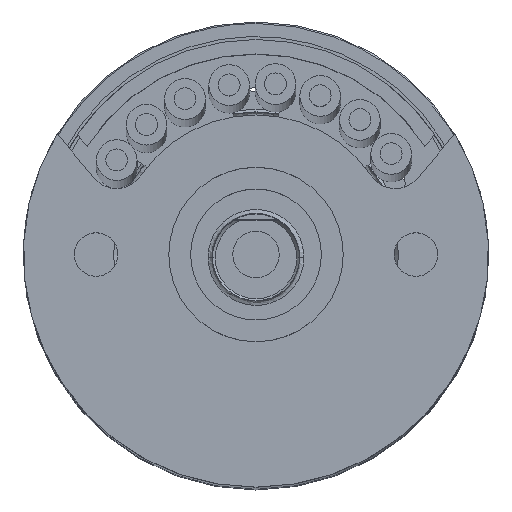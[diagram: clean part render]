
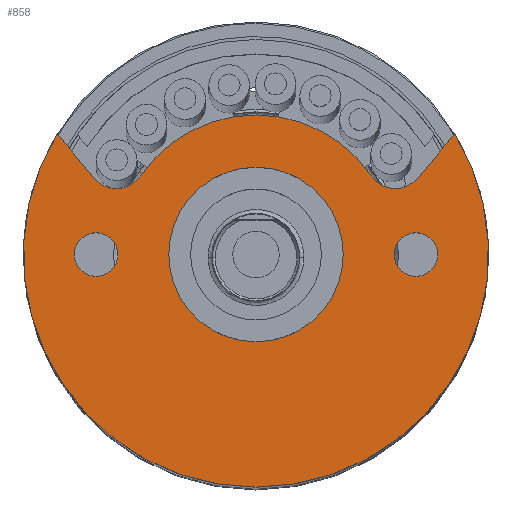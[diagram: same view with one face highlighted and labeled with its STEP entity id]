
A CAD part, top view. The second image highlights one B-rep face of the part: STEP entity #858.
In plain terms, the highlighted planar face has unit normal (0, 0, -1).
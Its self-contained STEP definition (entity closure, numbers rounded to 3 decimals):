
#45 = EDGE_CURVE ( 'NONE', #1475, #3157, #1211, .T. ) ;
#48 = CIRCLE ( 'NONE', #3737, 1. ) ;
#81 = CIRCLE ( 'NONE', #2342, 1. ) ;
#95 = LINE ( 'NONE', #655, #484 ) ;
#105 = EDGE_CURVE ( 'NONE', #2233, #4235, #243, .T. ) ;
#198 = VERTEX_POINT ( 'NONE', #2934 ) ;
#201 = EDGE_CURVE ( 'NONE', #3126, #2245, #1338, .T. ) ;
#243 = CIRCLE ( 'NONE', #2392, 3. ) ;
#287 = DIRECTION ( 'NONE',  ( 0., 0., 1. ) ) ;
#293 = DIRECTION ( 'NONE',  ( 0.643, 0.766, 0. ) ) ;
#342 = ORIENTED_EDGE ( 'NONE', *, *, #2196, .T. ) ;
#484 = VECTOR ( 'NONE', #670, 1000. ) ;
#515 = CARTESIAN_POINT ( 'NONE',  ( 23.853, 5.283, -54.199 ) ) ;
#537 = DIRECTION ( 'NONE',  ( 0., -1., 0. ) ) ;
#540 = DIRECTION ( 'NONE',  ( 0., -1., 0. ) ) ;
#550 = DIRECTION ( 'NONE',  ( 0., 0., -1. ) ) ;
#566 = ORIENTED_EDGE ( 'NONE', *, *, #201, .T. ) ;
#578 = ORIENTED_EDGE ( 'NONE', *, *, #4307, .T. ) ;
#646 = CARTESIAN_POINT ( 'NONE',  ( 19.061, -0.984, -54.199 ) ) ;
#655 = CARTESIAN_POINT ( 'NONE',  ( 12.222, 6.167, -54.199 ) ) ;
#670 = DIRECTION ( 'NONE',  ( 0.643, -0.766, 0. ) ) ;
#687 = DIRECTION ( 'NONE',  ( 0., -1., 0. ) ) ;
#739 = CARTESIAN_POINT ( 'NONE',  ( 13.561, 2.766, -54.199 ) ) ;
#858 = ADVANCED_FACE ( 'NONE', ( #1578, #2277, #4455, #2535 ), #2009, .T. ) ;
#958 = VECTOR ( 'NONE', #293, 1000. ) ;
#1048 = CIRCLE ( 'NONE', #4579, 0.75 ) ;
#1189 = CARTESIAN_POINT ( 'NONE',  ( 19.061, 2.016, -54.199 ) ) ;
#1211 = CIRCLE ( 'NONE', #2587, 0.75 ) ;
#1299 = ORIENTED_EDGE ( 'NONE', *, *, #2499, .T. ) ;
#1306 = CARTESIAN_POINT ( 'NONE',  ( 19.061, -5.984, -54.199 ) ) ;
#1321 = AXIS2_PLACEMENT_3D ( 'NONE', #3004, #550, #3416 ) ;
#1338 = CIRCLE ( 'NONE', #2124, 0.75 ) ;
#1405 = EDGE_CURVE ( 'NONE', #5219, #1716, #48, .T. ) ;
#1420 = ORIENTED_EDGE ( 'NONE', *, *, #3872, .T. ) ;
#1475 = VERTEX_POINT ( 'NONE', #739 ) ;
#1482 = CARTESIAN_POINT ( 'NONE',  ( 25.9, 6.167, -54.199 ) ) ;
#1549 = ORIENTED_EDGE ( 'NONE', *, *, #3885, .T. ) ;
#1578 = FACE_BOUND ( 'NONE', #2882, .T. ) ;
#1622 = VERTEX_POINT ( 'NONE', #1306 ) ;
#1641 = CARTESIAN_POINT ( 'NONE',  ( 19.061, 2.016, -54.199 ) ) ;
#1654 = DIRECTION ( 'NONE',  ( 0., 0., 1. ) ) ;
#1669 = ORIENTED_EDGE ( 'NONE', *, *, #3079, .T. ) ;
#1677 = VERTEX_POINT ( 'NONE', #1482 ) ;
#1679 = DIRECTION ( 'NONE',  ( 0., 1., 0. ) ) ;
#1716 = VERTEX_POINT ( 'NONE', #4473 ) ;
#1757 = DIRECTION ( 'NONE',  ( 0., 0., 1. ) ) ;
#1764 = DIRECTION ( 'NONE',  ( 0., 0., 1. ) ) ;
#1780 = ORIENTED_EDGE ( 'NONE', *, *, #1405, .T. ) ;
#1845 = VERTEX_POINT ( 'NONE', #4662 ) ;
#1848 = CIRCLE ( 'NONE', #1321, 8. ) ;
#1850 = CARTESIAN_POINT ( 'NONE',  ( 24.561, 1.266, -54.199 ) ) ;
#1882 = CARTESIAN_POINT ( 'NONE',  ( 19.061, 5.016, -54.199 ) ) ;
#2009 = PLANE ( 'NONE',  #3512 ) ;
#2055 = DIRECTION ( 'NONE',  ( 0., -1., 0. ) ) ;
#2080 = CARTESIAN_POINT ( 'NONE',  ( 19.061, 2.016, -54.199 ) ) ;
#2097 = DIRECTION ( 'NONE',  ( 0., 0., -1. ) ) ;
#2113 = CARTESIAN_POINT ( 'NONE',  ( 19.061, 2.016, -54.199 ) ) ;
#2124 = AXIS2_PLACEMENT_3D ( 'NONE', #3031, #3046, #2405 ) ;
#2196 = EDGE_CURVE ( 'NONE', #1622, #198, #3166, .T. ) ;
#2233 = VERTEX_POINT ( 'NONE', #1882 ) ;
#2245 = VERTEX_POINT ( 'NONE', #1850 ) ;
#2268 = CIRCLE ( 'NONE', #4830, 3. ) ;
#2277 = FACE_BOUND ( 'NONE', #4228, .T. ) ;
#2317 = AXIS2_PLACEMENT_3D ( 'NONE', #2113, #2097, #2055 ) ;
#2342 = AXIS2_PLACEMENT_3D ( 'NONE', #2736, #287, #3158 ) ;
#2373 = CARTESIAN_POINT ( 'NONE',  ( 15.095, 4.72, -54.199 ) ) ;
#2392 = AXIS2_PLACEMENT_3D ( 'NONE', #1641, #1654, #1679 ) ;
#2399 = CIRCLE ( 'NONE', #3296, 0.75 ) ;
#2405 = DIRECTION ( 'NONE',  ( 0., -1., 0. ) ) ;
#2407 = EDGE_CURVE ( 'NONE', #4972, #5219, #2410, .T. ) ;
#2410 = CIRCLE ( 'NONE', #4521, 4.8 ) ;
#2420 = DIRECTION ( 'NONE',  ( 0., 1., 0. ) ) ;
#2441 = ORIENTED_EDGE ( 'NONE', *, *, #105, .T. ) ;
#2499 = EDGE_CURVE ( 'NONE', #3519, #4972, #2784, .T. ) ;
#2523 = ORIENTED_EDGE ( 'NONE', *, *, #2407, .T. ) ;
#2535 = FACE_OUTER_BOUND ( 'NONE', #4094, .T. ) ;
#2587 = AXIS2_PLACEMENT_3D ( 'NONE', #3272, #3253, #3210 ) ;
#2736 = CARTESIAN_POINT ( 'NONE',  ( 23.853, 5.283, -54.199 ) ) ;
#2784 = CIRCLE ( 'NONE', #4953, 1. ) ;
#2882 = EDGE_LOOP ( 'NONE', ( #2441, #1420 ) ) ;
#2923 = EDGE_CURVE ( 'NONE', #198, #3519, #95, .T. ) ;
#2934 = CARTESIAN_POINT ( 'NONE',  ( 12.222, 6.167, -54.199 ) ) ;
#2993 = ORIENTED_EDGE ( 'NONE', *, *, #45, .T. ) ;
#3004 = CARTESIAN_POINT ( 'NONE',  ( 19.061, 2.016, -54.199 ) ) ;
#3031 = CARTESIAN_POINT ( 'NONE',  ( 24.561, 2.016, -54.199 ) ) ;
#3046 = DIRECTION ( 'NONE',  ( 0., 0., 1. ) ) ;
#3079 = EDGE_CURVE ( 'NONE', #3157, #1475, #2399, .T. ) ;
#3126 = VERTEX_POINT ( 'NONE', #3568 ) ;
#3157 = VERTEX_POINT ( 'NONE', #3496 ) ;
#3158 = DIRECTION ( 'NONE',  ( 0., -1., 0. ) ) ;
#3166 = CIRCLE ( 'NONE', #2317, 8. ) ;
#3210 = DIRECTION ( 'NONE',  ( 0., -1., 0. ) ) ;
#3253 = DIRECTION ( 'NONE',  ( 0., 0., 1. ) ) ;
#3272 = CARTESIAN_POINT ( 'NONE',  ( 13.561, 2.016, -54.199 ) ) ;
#3296 = AXIS2_PLACEMENT_3D ( 'NONE', #4300, #4286, #4270 ) ;
#3416 = DIRECTION ( 'NONE',  ( 0., -1., 0. ) ) ;
#3496 = CARTESIAN_POINT ( 'NONE',  ( 13.561, 1.266, -54.199 ) ) ;
#3512 = AXIS2_PLACEMENT_3D ( 'NONE', #1189, #4855, #2420 ) ;
#3519 = VERTEX_POINT ( 'NONE', #4987 ) ;
#3568 = CARTESIAN_POINT ( 'NONE',  ( 24.561, 2.766, -54.199 ) ) ;
#3644 = ORIENTED_EDGE ( 'NONE', *, *, #2923, .T. ) ;
#3711 = ORIENTED_EDGE ( 'NONE', *, *, #4902, .T. ) ;
#3737 = AXIS2_PLACEMENT_3D ( 'NONE', #515, #1764, #537 ) ;
#3872 = EDGE_CURVE ( 'NONE', #4235, #2233, #2268, .T. ) ;
#3885 = EDGE_CURVE ( 'NONE', #2245, #3126, #1048, .T. ) ;
#4094 = EDGE_LOOP ( 'NONE', ( #1299, #2523, #1780, #578, #3711, #4837, #342, #3644 ) ) ;
#4223 = LINE ( 'NONE', #5185, #958 ) ;
#4228 = EDGE_LOOP ( 'NONE', ( #1669, #2993 ) ) ;
#4235 = VERTEX_POINT ( 'NONE', #646 ) ;
#4270 = DIRECTION ( 'NONE',  ( 0., -1., 0. ) ) ;
#4286 = DIRECTION ( 'NONE',  ( 0., 0., 1. ) ) ;
#4288 = EDGE_LOOP ( 'NONE', ( #1549, #566 ) ) ;
#4300 = CARTESIAN_POINT ( 'NONE',  ( 13.561, 2.016, -54.199 ) ) ;
#4307 = EDGE_CURVE ( 'NONE', #1716, #1845, #81, .T. ) ;
#4455 = FACE_BOUND ( 'NONE', #4288, .T. ) ;
#4473 = CARTESIAN_POINT ( 'NONE',  ( 23.853, 4.283, -54.199 ) ) ;
#4521 = AXIS2_PLACEMENT_3D ( 'NONE', #2080, #4846, #687 ) ;
#4579 = AXIS2_PLACEMENT_3D ( 'NONE', #5012, #4990, #4975 ) ;
#4616 = CARTESIAN_POINT ( 'NONE',  ( 14.268, 5.283, -54.199 ) ) ;
#4662 = CARTESIAN_POINT ( 'NONE',  ( 24.619, 4.64, -54.199 ) ) ;
#4717 = EDGE_CURVE ( 'NONE', #1677, #1622, #1848, .T. ) ;
#4830 = AXIS2_PLACEMENT_3D ( 'NONE', #5201, #5078, #5059 ) ;
#4837 = ORIENTED_EDGE ( 'NONE', *, *, #4717, .T. ) ;
#4846 = DIRECTION ( 'NONE',  ( 0., 0., -1. ) ) ;
#4855 = DIRECTION ( 'NONE',  ( 0., 0., -1. ) ) ;
#4902 = EDGE_CURVE ( 'NONE', #1845, #1677, #4223, .T. ) ;
#4934 = CARTESIAN_POINT ( 'NONE',  ( 23.027, 4.72, -54.199 ) ) ;
#4953 = AXIS2_PLACEMENT_3D ( 'NONE', #4616, #1757, #540 ) ;
#4972 = VERTEX_POINT ( 'NONE', #2373 ) ;
#4975 = DIRECTION ( 'NONE',  ( 0., -1., 0. ) ) ;
#4987 = CARTESIAN_POINT ( 'NONE',  ( 13.502, 4.64, -54.199 ) ) ;
#4990 = DIRECTION ( 'NONE',  ( 0., 0., 1. ) ) ;
#5012 = CARTESIAN_POINT ( 'NONE',  ( 24.561, 2.016, -54.199 ) ) ;
#5059 = DIRECTION ( 'NONE',  ( 0., 1., 0. ) ) ;
#5078 = DIRECTION ( 'NONE',  ( 0., 0., 1. ) ) ;
#5185 = CARTESIAN_POINT ( 'NONE',  ( 24.619, 4.64, -54.199 ) ) ;
#5201 = CARTESIAN_POINT ( 'NONE',  ( 19.061, 2.016, -54.199 ) ) ;
#5219 = VERTEX_POINT ( 'NONE', #4934 ) ;
